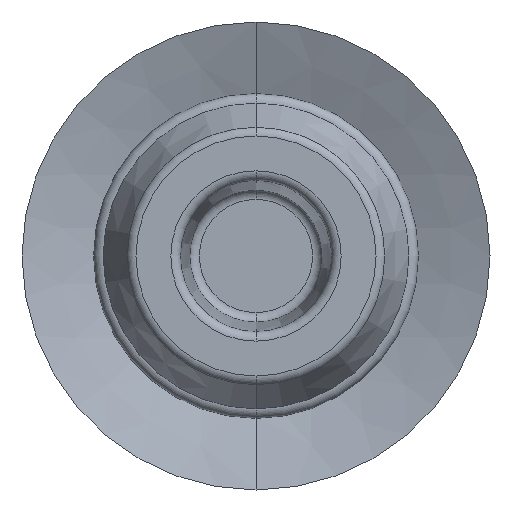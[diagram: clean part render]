
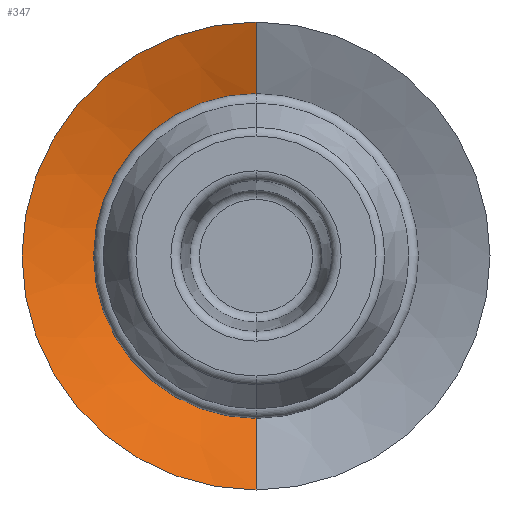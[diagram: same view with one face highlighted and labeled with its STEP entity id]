
A CAD part, front view. The second image highlights one B-rep face of the part: STEP entity #347.
In plain terms, the highlighted conical face has half-angle 69.5 degrees and reference radius 12.25 mm.
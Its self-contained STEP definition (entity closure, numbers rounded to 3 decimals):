
#38 = EDGE_LOOP ( 'NONE', ( #803, #805, #804, #806 ) ) ;
#163 = CARTESIAN_POINT ( 'NONE',  ( 0., 0., -12.25 ) ) ;
#165 = CARTESIAN_POINT ( 'NONE',  ( 0., 1.438, 8.405 ) ) ;
#187 = CARTESIAN_POINT ( 'NONE',  ( 0., 0., 12.25 ) ) ;
#188 = CARTESIAN_POINT ( 'NONE',  ( 0., 1.438, -8.405 ) ) ;
#347 = ADVANCED_FACE ( 'NONE', ( #959 ), #1092, .F. ) ;
#385 = EDGE_CURVE ( 'NONE', #775, #736, #990, .T. ) ;
#386 = EDGE_CURVE ( 'NONE', #737, #775, #1157, .T. ) ;
#387 = EDGE_CURVE ( 'NONE', #773, #736, #1146, .T. ) ;
#388 = EDGE_CURVE ( 'NONE', #737, #773, #991, .T. ) ;
#505 = CARTESIAN_POINT ( 'NONE',  ( 0., 0., 12.25 ) ) ;
#526 = CARTESIAN_POINT ( 'NONE',  ( 0., 0., 0. ) ) ;
#527 = DIRECTION ( 'NONE',  ( 0., -1., 0. ) ) ;
#528 = DIRECTION ( 'NONE',  ( 0., 0., -1. ) ) ;
#664 = CARTESIAN_POINT ( 'NONE',  ( 0., 0., -12.25 ) ) ;
#665 = DIRECTION ( 'NONE',  ( 0., -0.35, -0.937 ) ) ;
#666 = DIRECTION ( 'NONE',  ( 0., 0., 1. ) ) ;
#667 = DIRECTION ( 'NONE',  ( 0., -0.35, 0.937 ) ) ;
#668 = CARTESIAN_POINT ( 'NONE',  ( 0., 1.438, 0. ) ) ;
#669 = DIRECTION ( 'NONE',  ( 0., 1., 0. ) ) ;
#670 = DIRECTION ( 'NONE',  ( 0., 0., 1. ) ) ;
#671 = CARTESIAN_POINT ( 'NONE',  ( 0., 0., 0. ) ) ;
#672 = DIRECTION ( 'NONE',  ( 0., 1., 0. ) ) ;
#736 = VERTEX_POINT ( 'NONE', #187 ) ;
#737 = VERTEX_POINT ( 'NONE', #188 ) ;
#773 = VERTEX_POINT ( 'NONE', #163 ) ;
#775 = VERTEX_POINT ( 'NONE', #165 ) ;
#803 = ORIENTED_EDGE ( 'NONE', *, *, #386, .T. ) ;
#804 = ORIENTED_EDGE ( 'NONE', *, *, #387, .F. ) ;
#805 = ORIENTED_EDGE ( 'NONE', *, *, #385, .T. ) ;
#806 = ORIENTED_EDGE ( 'NONE', *, *, #388, .F. ) ;
#959 = FACE_OUTER_BOUND ( 'NONE', #38, .T. ) ;
#990 = LINE ( 'NONE', #505, #1158 ) ;
#991 = LINE ( 'NONE', #664, #1163 ) ;
#1092 = CONICAL_SURFACE ( 'NONE', #1093, 12.25, 1.213 ) ;
#1093 = AXIS2_PLACEMENT_3D ( 'NONE', #526, #527, #528 ) ;
#1146 = CIRCLE ( 'NONE', #1161, 12.25 ) ;
#1157 = CIRCLE ( 'NONE', #1159, 8.405 ) ;
#1158 = VECTOR ( 'NONE', #667, 1000. ) ;
#1159 = AXIS2_PLACEMENT_3D ( 'NONE', #668, #669, #670 ) ;
#1161 = AXIS2_PLACEMENT_3D ( 'NONE', #671, #672, #666 ) ;
#1163 = VECTOR ( 'NONE', #665, 1000. ) ;
